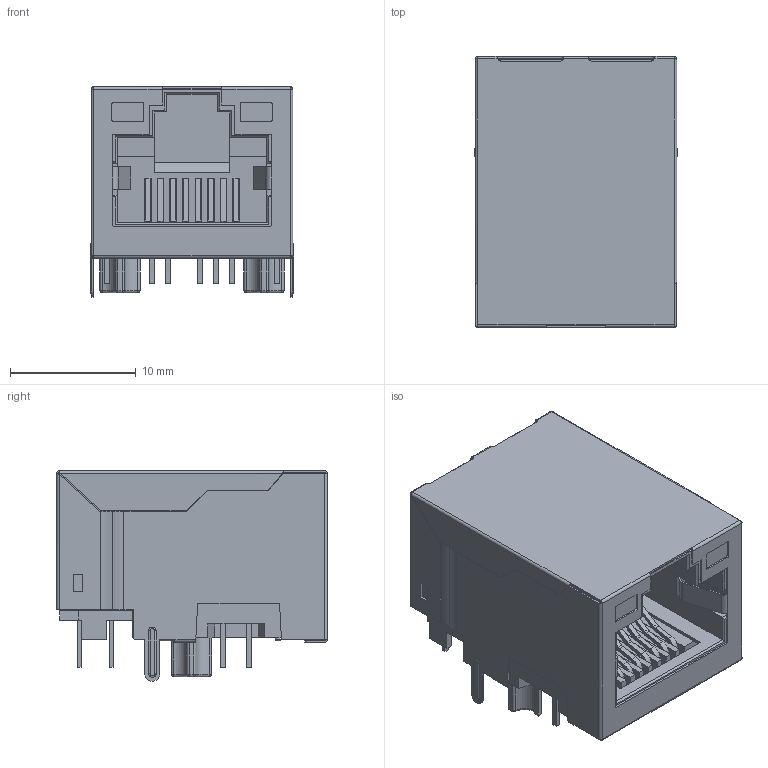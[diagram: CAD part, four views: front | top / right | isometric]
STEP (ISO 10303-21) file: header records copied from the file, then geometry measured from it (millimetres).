
FILE_DESCRIPTION(/* description */ ('Unknown'),/* implementation_level */ '2;1');
FILE_NAME(/* name */ 'T_Wurth_WE-RJ45LAN_THR_74984104400',/* time_stamp */ '2025-08-22T10:30:37+08:00',/* author */ ('Unknown'),/* organization */ ('Unknown'),/* preprocessor_version */ 'ST-DEVELOPER v19.4',/* originating_system */ 'Solid Edge',/* authorisation */ 'Unknown');
FILE_SCHEMA (('AUTOMOTIVE_DESIGN {1 0 10303 214 3 1 1}'));
Length unit declared in the file: millimetre
Products named in the file (2): T_Wurth_WE-RJ45LAN_THR_74984104400
Assembly tree (1 placements, depth 2):
  T_Wurth_WE-RJ45LAN_THR_74984104400
    T_Wurth_WE-RJ45LAN_THR_74984104400
Bounding box: 16.12 x 21.5 x 16.7 mm (x, y, z)
Volume: 2230.4 mm3; surface area: 7031.9 mm2
Topology: 13 solids, 13 shells, 1210 faces, 3238 edges, 2050 vertices
Faces by surface type: plane 817, cylinder 303, torus 40, sphere 38, bspline 12
Full cylindrical faces by diameter (mm): 0.7 x2, 0.8 x2
Entity records: 40487 total; most frequent: CARTESIAN_POINT 6754, ORIENTED_EDGE 6400, DIRECTION 6236, EDGE_CURVE 3200, LINE 2484, VECTOR 2484, VERTEX_POINT 2050, AXIS2_PLACEMENT_3D 1876
